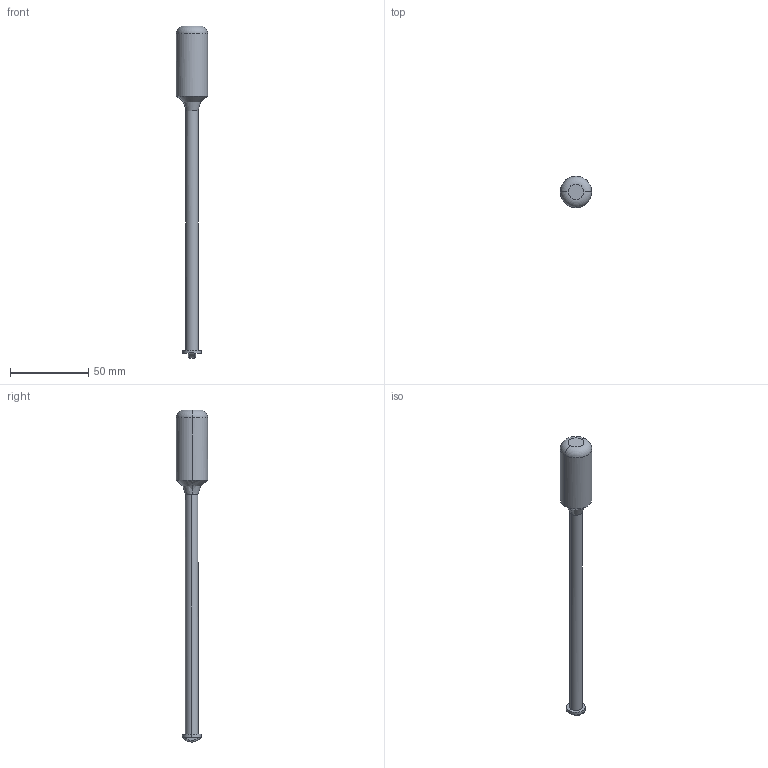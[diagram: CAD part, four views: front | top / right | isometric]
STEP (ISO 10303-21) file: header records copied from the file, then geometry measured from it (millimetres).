
FILE_DESCRIPTION (( 'STEP AP203' ), '1' );
FILE_NAME ('rod_Default_sldprt.STEP', '2025-10-06T18:16:54', ( '' ), ( '' ), 'SwSTEP 2.0', 'SolidWorks 2025', '' );
FILE_SCHEMA (( 'CONFIG_CONTROL_DESIGN' ));
Length unit declared in the file: millimetre
Products named in the file (1): rod_Default_sldprt
Bounding box: 20 x 20 x 211.98 mm (x, y, z)
Volume: 22865.7 mm3; surface area: 7577.8 mm2
Topology: 1 solids, 1 shells, 21 faces, 52 edges, 34 vertices
Faces by surface type: bspline 7, cylinder 6, plane 6, torus 2
Entity records: 1359 total; most frequent: CARTESIAN_POINT 835, ORIENTED_EDGE 104, DIRECTION 78, EDGE_CURVE 52, AXIS2_PLACEMENT_3D 35, VERTEX_POINT 34, B_SPLINE_CURVE_WITH_KNOTS 24, EDGE_LOOP 22
